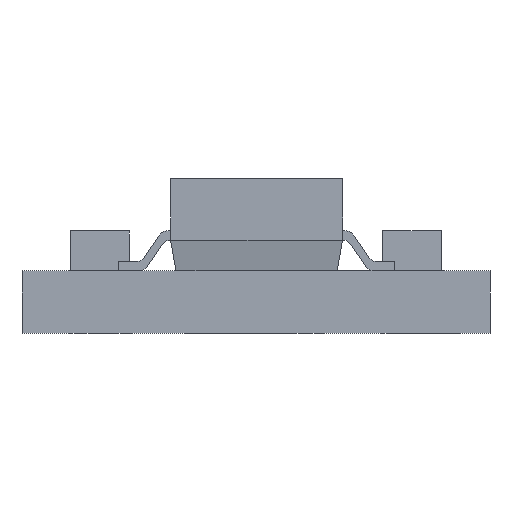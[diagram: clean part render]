
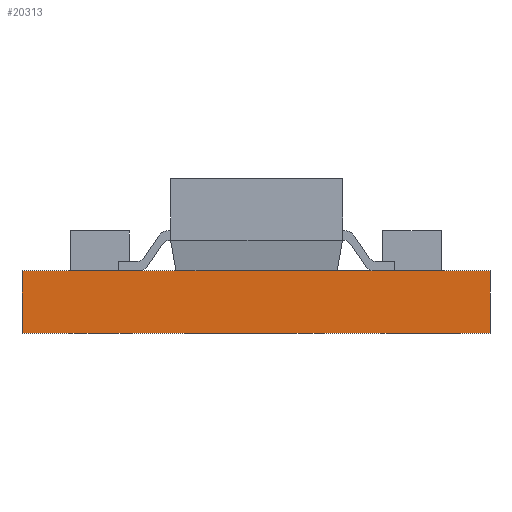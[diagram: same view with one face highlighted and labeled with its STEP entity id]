
A CAD part, front view. The second image highlights one B-rep face of the part: STEP entity #20313.
In plain terms, the highlighted planar face has unit normal (0, -1, 0).
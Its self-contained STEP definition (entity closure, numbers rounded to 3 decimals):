
#726 = VECTOR ( 'NONE', #17518, 1000. ) ;
#2553 = DIRECTION ( 'NONE',  ( 0., 0., -1. ) ) ;
#3052 = EDGE_CURVE ( 'NONE', #21923, #25393, #23247, .T. ) ;
#4094 = CARTESIAN_POINT ( 'NONE',  ( 7.62, 0., 1.016 ) ) ;
#4472 = EDGE_LOOP ( 'NONE', ( #4999, #18377, #5255, #6412 ) ) ;
#4710 = VERTEX_POINT ( 'NONE', #4094 ) ;
#4999 = ORIENTED_EDGE ( 'NONE', *, *, #3052, .T. ) ;
#5255 = ORIENTED_EDGE ( 'NONE', *, *, #6010, .F. ) ;
#6010 = EDGE_CURVE ( 'NONE', #9869, #4710, #20872, .T. ) ;
#6412 = ORIENTED_EDGE ( 'NONE', *, *, #13232, .T. ) ;
#6609 = LINE ( 'NONE', #14597, #15391 ) ;
#9869 = VERTEX_POINT ( 'NONE', #25476 ) ;
#13232 = EDGE_CURVE ( 'NONE', #9869, #21923, #17559, .T. ) ;
#13656 = CARTESIAN_POINT ( 'NONE',  ( 0., 0., 0. ) ) ;
#13659 = CARTESIAN_POINT ( 'NONE',  ( 7.62, 0., 0. ) ) ;
#13807 = VECTOR ( 'NONE', #16138, 1000. ) ;
#14597 = CARTESIAN_POINT ( 'NONE',  ( 7.62, 0., 1.016 ) ) ;
#15391 = VECTOR ( 'NONE', #2553, 1000. ) ;
#15508 = CARTESIAN_POINT ( 'NONE',  ( 0., 0., 1.016 ) ) ;
#16138 = DIRECTION ( 'NONE',  ( 1., 0., 0. ) ) ;
#16998 = AXIS2_PLACEMENT_3D ( 'NONE', #21045, #21128, #20963 ) ;
#17442 = CARTESIAN_POINT ( 'NONE',  ( 0., 0., 0. ) ) ;
#17518 = DIRECTION ( 'NONE',  ( 1., 0., 0. ) ) ;
#17559 = LINE ( 'NONE', #25298, #18832 ) ;
#18377 = ORIENTED_EDGE ( 'NONE', *, *, #22465, .F. ) ;
#18832 = VECTOR ( 'NONE', #21091, 1000. ) ;
#20313 = ADVANCED_FACE ( 'NONE', ( #22447 ), #25333, .F. ) ;
#20872 = LINE ( 'NONE', #15508, #726 ) ;
#20963 = DIRECTION ( 'NONE',  ( 0., 0., 1. ) ) ;
#21045 = CARTESIAN_POINT ( 'NONE',  ( 0., 0., 1.016 ) ) ;
#21091 = DIRECTION ( 'NONE',  ( 0., 0., -1. ) ) ;
#21128 = DIRECTION ( 'NONE',  ( 0., 1., 0. ) ) ;
#21923 = VERTEX_POINT ( 'NONE', #13656 ) ;
#22447 = FACE_OUTER_BOUND ( 'NONE', #4472, .T. ) ;
#22465 = EDGE_CURVE ( 'NONE', #4710, #25393, #6609, .T. ) ;
#23247 = LINE ( 'NONE', #17442, #13807 ) ;
#25298 = CARTESIAN_POINT ( 'NONE',  ( 0., 0., 1.016 ) ) ;
#25333 = PLANE ( 'NONE',  #16998 ) ;
#25393 = VERTEX_POINT ( 'NONE', #13659 ) ;
#25476 = CARTESIAN_POINT ( 'NONE',  ( 0., 0., 1.016 ) ) ;
